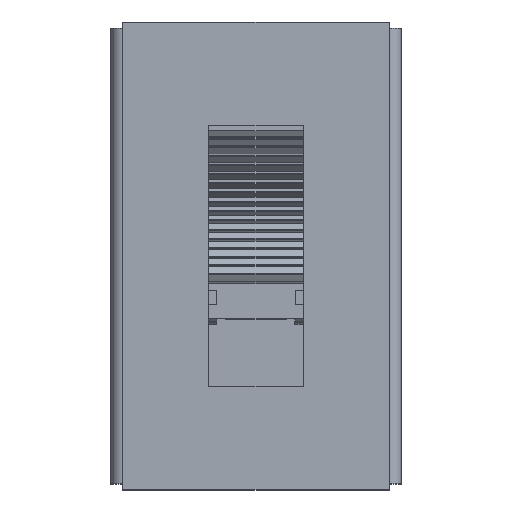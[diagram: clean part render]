
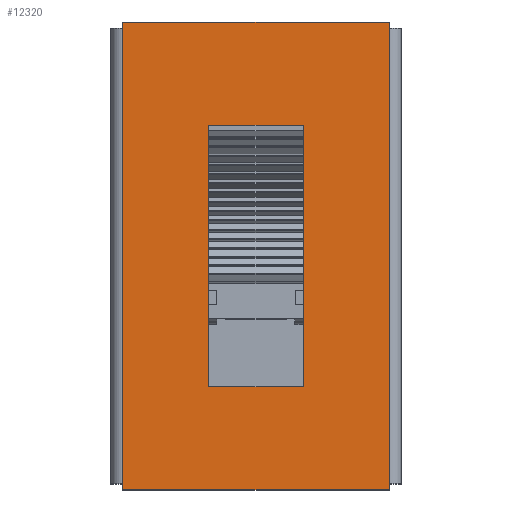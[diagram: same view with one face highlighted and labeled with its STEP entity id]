
A CAD part, top view. The second image highlights one B-rep face of the part: STEP entity #12320.
In plain terms, the highlighted planar face has unit normal (0, 0, 1).
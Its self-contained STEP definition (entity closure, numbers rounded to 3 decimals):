
#384=FACE_BOUND('',#1833,.T.);
#1164=FACE_OUTER_BOUND('',#1832,.T.);
#1832=EDGE_LOOP('',(#9542,#9543,#9544,#9545,#9546,#9547,#9548,#9549));
#1833=EDGE_LOOP('',(#9550,#9551,#9552,#9553));
#2580=LINE('',#20235,#3927);
#2584=LINE('',#20244,#3931);
#2588=LINE('',#20253,#3935);
#2592=LINE('',#20262,#3939);
#2596=LINE('',#20270,#3943);
#2598=LINE('',#20278,#3945);
#2622=LINE('',#20335,#3969);
#2697=LINE('',#20491,#4044);
#2701=LINE('',#20499,#4048);
#2704=LINE('',#20505,#4051);
#2707=LINE('',#20510,#4054);
#2710=LINE('',#20516,#4057);
#3927=VECTOR('',#14027,10.);
#3931=VECTOR('',#14033,10.);
#3935=VECTOR('',#14039,10.);
#3939=VECTOR('',#14045,10.);
#3943=VECTOR('',#14053,10.);
#3945=VECTOR('',#14063,10.);
#3969=VECTOR('',#14111,10.);
#4044=VECTOR('',#14266,10.);
#4048=VECTOR('',#14272,10.);
#4051=VECTOR('',#14277,10.);
#4054=VECTOR('',#14282,10.);
#4057=VECTOR('',#14291,10.);
#5365=VERTEX_POINT('',#20233);
#5366=VERTEX_POINT('',#20234);
#5369=VERTEX_POINT('',#20242);
#5370=VERTEX_POINT('',#20243);
#5373=VERTEX_POINT('',#20251);
#5374=VERTEX_POINT('',#20252);
#5377=VERTEX_POINT('',#20260);
#5378=VERTEX_POINT('',#20261);
#5443=VERTEX_POINT('',#20489);
#5444=VERTEX_POINT('',#20490);
#5447=VERTEX_POINT('',#20498);
#5449=VERTEX_POINT('',#20504);
#6798=EDGE_CURVE('',#5365,#5366,#2580,.T.);
#6802=EDGE_CURVE('',#5369,#5370,#2584,.T.);
#6806=EDGE_CURVE('',#5373,#5374,#2588,.T.);
#6810=EDGE_CURVE('',#5377,#5378,#2592,.T.);
#6815=EDGE_CURVE('',#5370,#5365,#2596,.T.);
#6820=EDGE_CURVE('',#5378,#5373,#2598,.T.);
#6849=EDGE_CURVE('',#5374,#5366,#2622,.T.);
#6927=EDGE_CURVE('',#5443,#5444,#2697,.T.);
#6931=EDGE_CURVE('',#5447,#5443,#2701,.T.);
#6934=EDGE_CURVE('',#5449,#5447,#2704,.T.);
#6937=EDGE_CURVE('',#5444,#5449,#2707,.T.);
#6940=EDGE_CURVE('',#5369,#5377,#2710,.T.);
#9542=ORIENTED_EDGE('',*,*,#6940,.F.);
#9543=ORIENTED_EDGE('',*,*,#6802,.T.);
#9544=ORIENTED_EDGE('',*,*,#6815,.T.);
#9545=ORIENTED_EDGE('',*,*,#6798,.T.);
#9546=ORIENTED_EDGE('',*,*,#6849,.F.);
#9547=ORIENTED_EDGE('',*,*,#6806,.F.);
#9548=ORIENTED_EDGE('',*,*,#6820,.F.);
#9549=ORIENTED_EDGE('',*,*,#6810,.F.);
#9550=ORIENTED_EDGE('',*,*,#6927,.T.);
#9551=ORIENTED_EDGE('',*,*,#6937,.T.);
#9552=ORIENTED_EDGE('',*,*,#6934,.T.);
#9553=ORIENTED_EDGE('',*,*,#6931,.T.);
#11749=PLANE('',#12954);
#12320=ADVANCED_FACE('',(#1164,#384),#11749,.T.);
#12954=AXIS2_PLACEMENT_3D('',#20515,#14289,#14290);
#14027=DIRECTION('',(0.,1.,0.));
#14033=DIRECTION('',(0.,1.,0.));
#14039=DIRECTION('',(0.,1.,0.));
#14045=DIRECTION('',(0.,1.,0.));
#14053=DIRECTION('',(0.,1.,0.));
#14063=DIRECTION('',(0.,1.,0.));
#14111=DIRECTION('',(1.,0.,0.));
#14266=DIRECTION('',(0.,1.,0.));
#14272=DIRECTION('',(-1.,0.,0.));
#14277=DIRECTION('',(0.,-1.,0.));
#14282=DIRECTION('',(1.,0.,0.));
#14289=DIRECTION('center_axis',(0.,0.,1.));
#14290=DIRECTION('ref_axis',(1.,0.,0.));
#14291=DIRECTION('',(-1.,0.,0.));
#20233=CARTESIAN_POINT('',(4.67,16.165,12.8));
#20234=CARTESIAN_POINT('',(4.67,16.38,12.8));
#20235=CARTESIAN_POINT('',(4.67,0.,12.8));
#20242=CARTESIAN_POINT('',(4.67,0.,12.8));
#20243=CARTESIAN_POINT('',(4.67,0.215,12.8));
#20244=CARTESIAN_POINT('',(4.67,0.,12.8));
#20251=CARTESIAN_POINT('',(-4.67,16.165,12.8));
#20252=CARTESIAN_POINT('',(-4.67,16.38,12.8));
#20253=CARTESIAN_POINT('',(-4.67,0.,12.8));
#20260=CARTESIAN_POINT('',(-4.67,0.,12.8));
#20261=CARTESIAN_POINT('',(-4.67,0.215,12.8));
#20262=CARTESIAN_POINT('',(-4.67,0.,12.8));
#20270=CARTESIAN_POINT('',(4.67,0.,12.8));
#20278=CARTESIAN_POINT('',(-4.67,0.,12.8));
#20335=CARTESIAN_POINT('',(0.,16.38,12.8));
#20489=CARTESIAN_POINT('',(-1.65,3.62,12.8));
#20490=CARTESIAN_POINT('',(-1.65,12.76,12.8));
#20491=CARTESIAN_POINT('',(-1.65,1.81,12.8));
#20498=CARTESIAN_POINT('',(1.65,3.62,12.8));
#20499=CARTESIAN_POINT('',(-1.51,3.62,12.8));
#20504=CARTESIAN_POINT('',(1.65,12.76,12.8));
#20505=CARTESIAN_POINT('',(1.65,6.38,12.8));
#20510=CARTESIAN_POINT('',(-3.16,12.76,12.8));
#20515=CARTESIAN_POINT('Origin',(-4.67,0.,12.8));
#20516=CARTESIAN_POINT('',(0.,0.,12.8));
